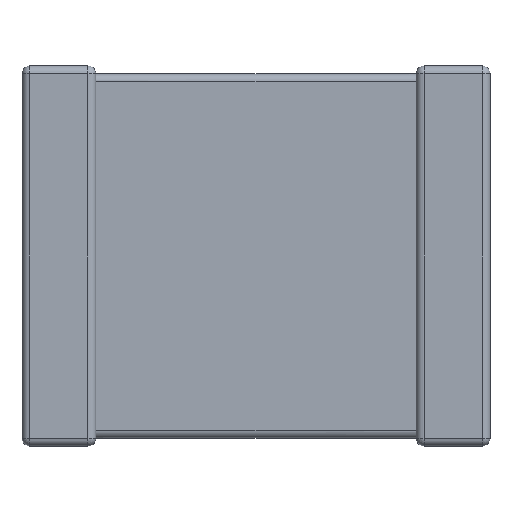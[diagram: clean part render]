
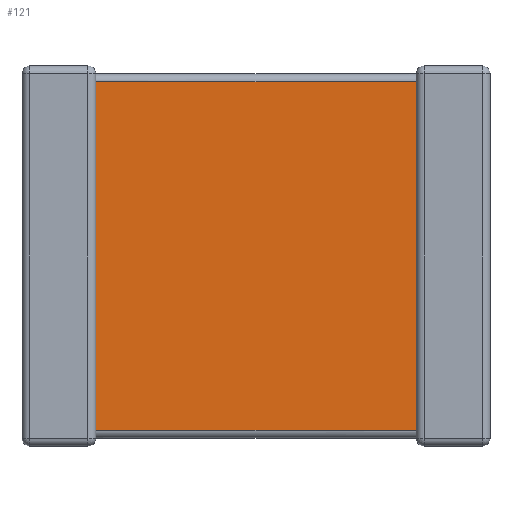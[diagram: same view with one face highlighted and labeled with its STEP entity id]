
A CAD part, front view. The second image highlights one B-rep face of the part: STEP entity #121.
In plain terms, the highlighted planar face has unit normal (0, -1, 0).
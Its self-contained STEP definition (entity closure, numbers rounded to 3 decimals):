
#121 = ADVANCED_FACE ( 'NONE', ( #152 ), #1237, .T. ) ;
#152 = FACE_OUTER_BOUND ( 'NONE', #3663, .T. ) ;
#328 = VECTOR ( 'NONE', #2099, 1000. ) ;
#373 = DIRECTION ( 'NONE',  ( 0., 0., 1. ) ) ;
#664 = CARTESIAN_POINT ( 'NONE',  ( 5.6, 0.112, -5.4 ) ) ;
#989 = LINE ( 'NONE', #1298, #2145 ) ;
#1064 = CARTESIAN_POINT ( 'NONE',  ( 1.05, 0.112, -5.175 ) ) ;
#1085 = CARTESIAN_POINT ( 'NONE',  ( 1.05, 0.112, -0.225 ) ) ;
#1193 = CARTESIAN_POINT ( 'NONE',  ( 5.6, 0.112, -0.225 ) ) ;
#1237 = PLANE ( 'NONE',  #2194 ) ;
#1254 = DIRECTION ( 'NONE',  ( -1., 0., 0. ) ) ;
#1283 = LINE ( 'NONE', #1950, #1408 ) ;
#1298 = CARTESIAN_POINT ( 'NONE',  ( 5.6, 0.112, -5.175 ) ) ;
#1408 = VECTOR ( 'NONE', #1254, 1000. ) ;
#1653 = VERTEX_POINT ( 'NONE', #1085 ) ;
#1822 = VERTEX_POINT ( 'NONE', #3214 ) ;
#1950 = CARTESIAN_POINT ( 'NONE',  ( 1.05, 0.112, -0.225 ) ) ;
#2099 = DIRECTION ( 'NONE',  ( 0., 0., 1. ) ) ;
#2145 = VECTOR ( 'NONE', #3462, 1000. ) ;
#2153 = VERTEX_POINT ( 'NONE', #1064 ) ;
#2172 = CARTESIAN_POINT ( 'NONE',  ( 1.05, 0.112, -5.4 ) ) ;
#2194 = AXIS2_PLACEMENT_3D ( 'NONE', #4099, #4395, #4409 ) ;
#2491 = EDGE_CURVE ( 'NONE', #2906, #1653, #1283, .T. ) ;
#2906 = VERTEX_POINT ( 'NONE', #1193 ) ;
#3011 = ORIENTED_EDGE ( 'NONE', *, *, #2491, .T. ) ;
#3084 = LINE ( 'NONE', #664, #328 ) ;
#3214 = CARTESIAN_POINT ( 'NONE',  ( 5.6, 0.112, -5.175 ) ) ;
#3246 = LINE ( 'NONE', #2172, #4285 ) ;
#3276 = EDGE_CURVE ( 'NONE', #1822, #2906, #3084, .T. ) ;
#3321 = ORIENTED_EDGE ( 'NONE', *, *, #3368, .F. ) ;
#3368 = EDGE_CURVE ( 'NONE', #2153, #1653, #3246, .T. ) ;
#3462 = DIRECTION ( 'NONE',  ( 1., 0., 0. ) ) ;
#3594 = EDGE_CURVE ( 'NONE', #2153, #1822, #989, .T. ) ;
#3663 = EDGE_LOOP ( 'NONE', ( #3321, #4358, #3734, #3011 ) ) ;
#3734 = ORIENTED_EDGE ( 'NONE', *, *, #3276, .T. ) ;
#4099 = CARTESIAN_POINT ( 'NONE',  ( 1.05, 0.112, -5.4 ) ) ;
#4285 = VECTOR ( 'NONE', #373, 1000. ) ;
#4358 = ORIENTED_EDGE ( 'NONE', *, *, #3594, .T. ) ;
#4395 = DIRECTION ( 'NONE',  ( 0., -1., 0. ) ) ;
#4409 = DIRECTION ( 'NONE',  ( 0., 0., -1. ) ) ;
